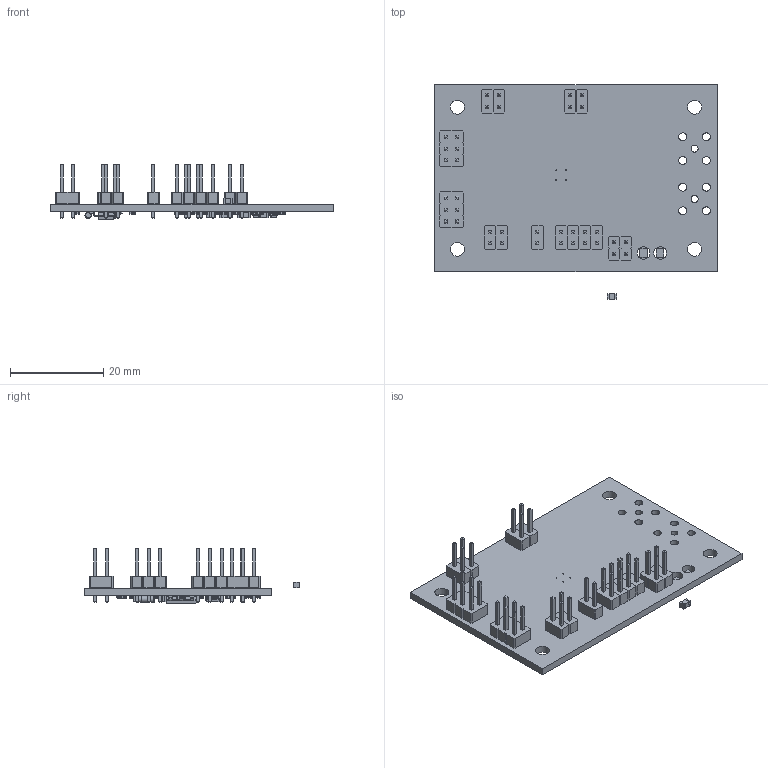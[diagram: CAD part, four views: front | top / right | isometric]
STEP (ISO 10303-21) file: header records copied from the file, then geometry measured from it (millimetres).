
FILE_DESCRIPTION(('KiCad electronic assembly'),'2;1');
FILE_NAME('ISM03.step','2024-07-12T23:58:35',('Pcbnew'),('Kicad'), 'Open CASCADE STEP processor 7.6','KiCad to STEP converter','Unknown' );
FILE_SCHEMA(('AUTOMOTIVE_DESIGN { 1 0 10303 214 1 1 1 1 }'));
Length unit declared in the file: millimetre
Products named in the file (22): ISM03 1; PinHeader_2x01_P2.54mm_Vertical; PinHeader_2x01_P254mm_Vertical; PinHeader_1x02_P2.54mm_Vertical; PinHeader_1x02_P254mm_Vertical; PinHeader_2x03_P2.54mm_Vertical; PinHeader_2x03_P254mm_Vertical; L_0805_2012Metric; R_0805_2012Metric; SOT-223; SOT_223; SOT-23; SOT_23; LED_1206_3216Metric; D_MiniMELF; D_MiniMELF_Standard; C_0805_2012Metric; kibot_x9o1a5gs PCB
Assembly tree (73 placements, depth 3):
  ISM03 1
    PinHeader_2x01_P2.54mm_Vertical  x11
      PinHeader_2x01_P254mm_Vertical
    PinHeader_1x02_P2.54mm_Vertical  x2
      PinHeader_1x02_P254mm_Vertical
    PinHeader_2x03_P2.54mm_Vertical  x2
      PinHeader_2x03_P254mm_Vertical
    L_0805_2012Metric  x9
      L_0805_2012Metric
    R_0805_2012Metric  x31
      R_0805_2012Metric
    SOT-223
      SOT_223
    SOT-23  x2
      SOT_23
    LED_1206_3216Metric  x2
      LED_1206_3216Metric
    D_MiniMELF
      D_MiniMELF_Standard
    C_0805_2012Metric
      C_0805_2012Metric
    kibot_x9o1a5gs PCB
Bounding box: 60.45 x 46.01 x 11.94 mm (x, y, z)
Volume: 4619.4 mm3; surface area: 7866.6 mm2
Topology: 63 solids, 63 shells, 2363 faces, 5847 edges, 3712 vertices
Faces by surface type: plane 1804, cylinder 487, bspline 70, revolution 2
Full cylindrical faces by diameter (mm): 0.2 x4, 0.889 x38, 1.35 x2, 1.4 x3, 1.5 x2, 1.7 x8, 2.7 x2, 3 x4
Entity records: 41345 total; most frequent: CARTESIAN_POINT 7445, DIRECTION 5560, LINE 3706, VECTOR 3706, ORIENTED_EDGE 2912, PCURVE 2912, DEFINITIONAL_REPRESENTATION 2912, EDGE_CURVE 1456
